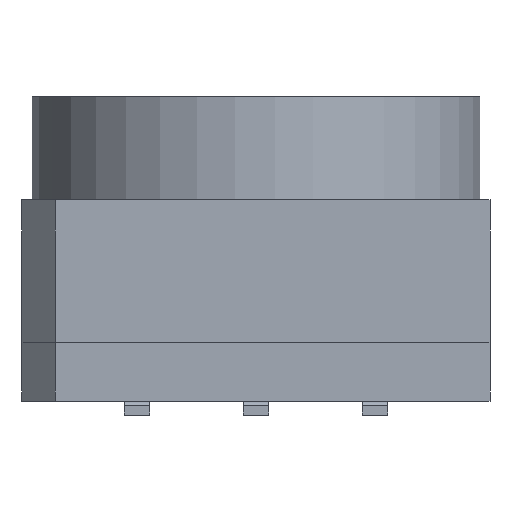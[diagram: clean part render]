
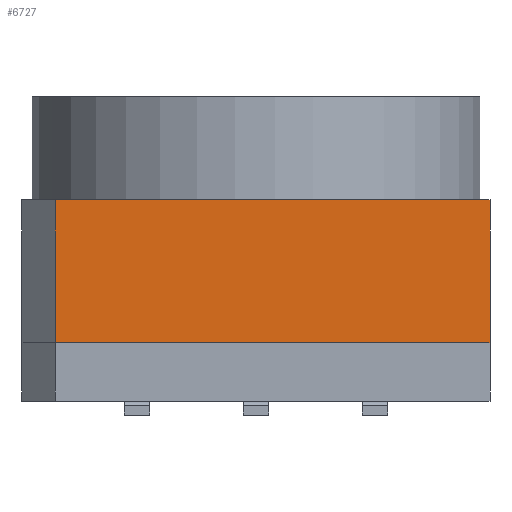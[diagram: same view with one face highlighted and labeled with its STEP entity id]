
A CAD part, left-side view. The second image highlights one B-rep face of the part: STEP entity #6727.
In plain terms, the highlighted planar face has unit normal (-1, 0, 0).
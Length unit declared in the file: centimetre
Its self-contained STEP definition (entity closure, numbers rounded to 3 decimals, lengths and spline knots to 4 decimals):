
#477=FACE_OUTER_BOUND('',#869,.T.);
#869=EDGE_LOOP('',(#4759,#4760,#4761,#4762));
#1321=LINE('',#8936,#2069);
#1379=LINE('',#9061,#2127);
#1382=LINE('',#9067,#2130);
#1389=LINE('',#9082,#2137);
#2069=VECTOR('',#7575,1.);
#2127=VECTOR('',#7687,1.);
#2130=VECTOR('',#7692,1.);
#2137=VECTOR('',#7703,1.);
#2823=VERTEX_POINT('',#8926);
#2826=VERTEX_POINT('',#8934);
#2866=VERTEX_POINT('',#9060);
#2868=VERTEX_POINT('',#9066);
#3524=EDGE_CURVE('',#2823,#2826,#1321,.T.);
#3585=EDGE_CURVE('',#2866,#2823,#1379,.T.);
#3588=EDGE_CURVE('',#2868,#2866,#1382,.T.);
#3596=EDGE_CURVE('',#2868,#2826,#1389,.T.);
#4759=ORIENTED_EDGE('',*,*,#3585,.T.);
#4760=ORIENTED_EDGE('',*,*,#3524,.T.);
#4761=ORIENTED_EDGE('',*,*,#3596,.F.);
#4762=ORIENTED_EDGE('',*,*,#3588,.T.);
#6454=PLANE('',#7150);
#6727=ADVANCED_FACE('',(#477),#6454,.T.);
#7150=AXIS2_PLACEMENT_3D('',#9081,#7701,#7702);
#7575=DIRECTION('',(0.,-1.,0.));
#7687=DIRECTION('',(0.,0.,-1.));
#7692=DIRECTION('',(0.,1.,0.));
#7701=DIRECTION('center_axis',(-1.,0.,0.));
#7702=DIRECTION('ref_axis',(0.,0.,
1.));
#7703=DIRECTION('',(0.,0.,-1.));
#8926=CARTESIAN_POINT('',(-0.5,0.4293,-0.1525));
#8934=CARTESIAN_POINT('',(-0.5,-0.5,-0.1525));
#8936=CARTESIAN_POINT('',(-0.5,0.5,-0.1525));
#9060=CARTESIAN_POINT('',(-0.5,0.4293,0.1525));
#9061=CARTESIAN_POINT('',(-0.5,0.4293,0.0763));
#9066=CARTESIAN_POINT('',(-0.5,-0.5,0.1525));
#9067=CARTESIAN_POINT('',(-0.5,0.5,0.1525));
#9081=CARTESIAN_POINT('Origin',(-0.5,-0.5,0.));
#9082=CARTESIAN_POINT('',(-0.5,-0.5,0.));
